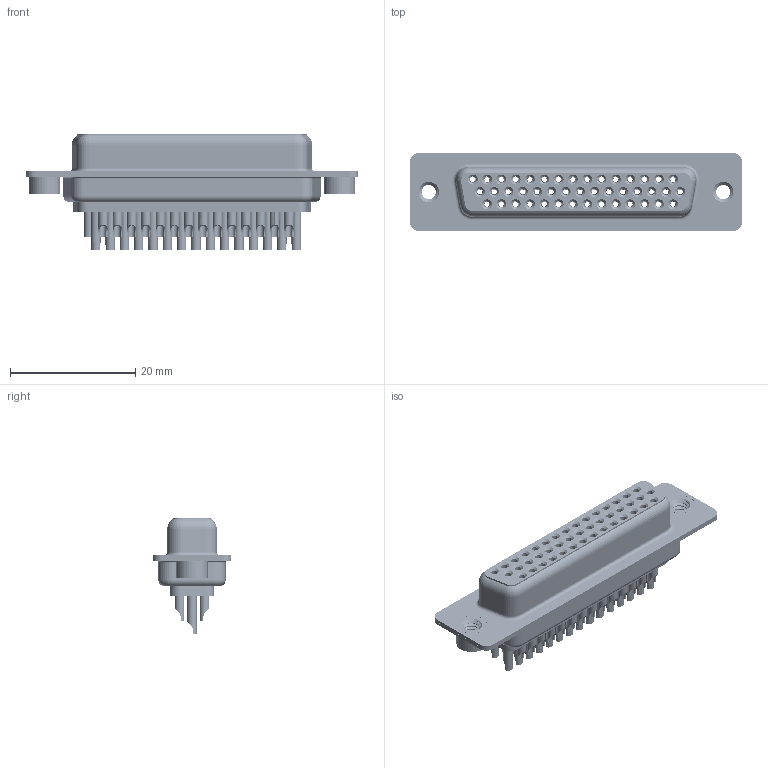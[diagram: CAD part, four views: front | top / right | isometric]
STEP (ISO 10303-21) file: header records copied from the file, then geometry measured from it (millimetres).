
FILE_DESCRIPTION (( 'STEP AP203' ), '1' );
FILE_NAME ('638-044-332-062.STEP', '2020-07-18T23:31:44', ( '' ), ( '' ), 'SwSTEP 2.0', 'SolidWorks 2020', '' );
FILE_SCHEMA (( 'CONFIG_CONTROL_DESIGN' ));
Length unit declared in the file: millimetre
Products named in the file (8): 638 Shell Rear_44 Contacts; 638-044-332-062; 638 Contact Row 2_32; 638 Housing_44 Contacts; 638 Shell Front_44 Contacts; 638 4-40 Threaded Rivet; 638 Contact Row 1_32; 638 Contact Row 3_32
Assembly tree (49 placements, depth 2):
  638-044-332-062
    638 Housing_44 Contacts
    638 Shell Front_44 Contacts
    638 Shell Rear_44 Contacts
    638 Contact Row 1_32  x15
    638 Contact Row 2_32  x15
    638 Contact Row 3_32  x14
    638 4-40 Threaded Rivet  x2
Bounding box: 53.04 x 12.6 x 18.6 mm (x, y, z)
Volume: 3344.9 mm3; surface area: 13527.8 mm2
Topology: 49 solids, 49 shells, 4195 faces, 10629 edges, 6675 vertices
Faces by surface type: cylinder 1237, plane 991, bspline 886, torus 849, cone 232
Entity records: 36066 total; most frequent: CARTESIAN_POINT 9599, DIRECTION 5461, ORIENTED_EDGE 4860, EDGE_CURVE 2430, AXIS2_PLACEMENT_3D 2304, VERTEX_POINT 1539, EDGE_LOOP 1289, CIRCLE 1269
